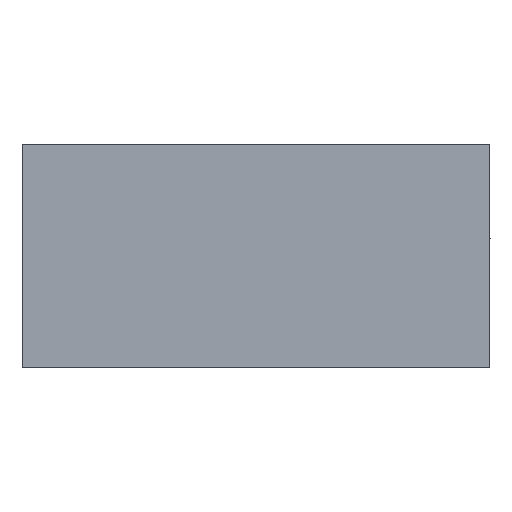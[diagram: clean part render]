
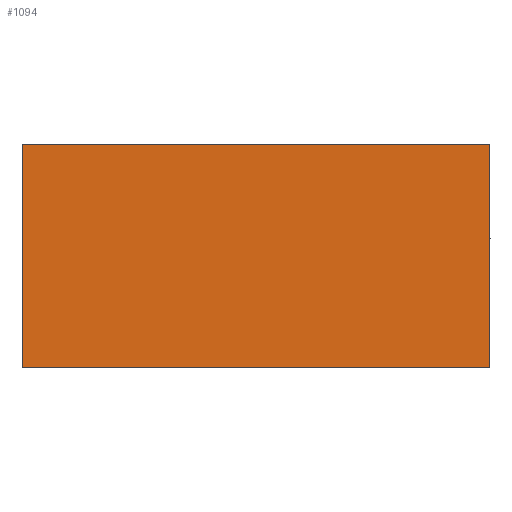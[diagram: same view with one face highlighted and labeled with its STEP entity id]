
A CAD part, left-side view. The second image highlights one B-rep face of the part: STEP entity #1094.
In plain terms, the highlighted planar face has unit normal (-1, 0, 0).
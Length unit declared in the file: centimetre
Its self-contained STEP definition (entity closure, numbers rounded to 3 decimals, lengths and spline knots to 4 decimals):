
#211=FACE_OUTER_BOUND('',#284,.T.);
#284=EDGE_LOOP('',(#973,#974,#975,#976));
#302=VERTEX_POINT('',#1733);
#303=VERTEX_POINT('',#1735);
#316=VERTEX_POINT('',#1771);
#408=VERTEX_POINT('',#4071);
#429=EDGE_CURVE('',#302,#303,#1118,.T.);
#447=EDGE_CURVE('',#316,#303,#1132,.T.);
#598=EDGE_CURVE('',#408,#316,#1209,.T.);
#599=EDGE_CURVE('',#408,#302,#1210,.T.);
#973=ORIENTED_EDGE('',*,*,#598,.T.);
#974=ORIENTED_EDGE('',*,*,#447,.T.);
#975=ORIENTED_EDGE('',*,*,#429,.F.);
#976=ORIENTED_EDGE('',*,*,#599,.F.);
#1021=PLANE('',#1405);
#1094=ADVANCED_FACE('',(#211),#1021,.T.);
#1118=LINE('',#1736,#1230);
#1132=LINE('',#1772,#1244);
#1209=LINE('',#4072,#1321);
#1210=LINE('',#4073,#1322);
#1230=VECTOR('',#1450,10.);
#1244=VECTOR('',#1482,10.);
#1321=VECTOR('',#1677,10.);
#1322=VECTOR('',#1678,10.);
#1405=AXIS2_PLACEMENT_3D('',#4070,#1675,#1676);
#1450=DIRECTION('',(0.,-1.,0.));
#1482=DIRECTION('',(0.,0.,1.));
#1675=DIRECTION('center_axis',(-1.,0.,0.));
#1676=DIRECTION('ref_axis',(0.,-1.,0.));
#1677=DIRECTION('',(0.,-1.,0.));
#1678=DIRECTION('',(0.,0.,1.));
#1733=CARTESIAN_POINT('',(-255.,335.,160.));
#1735=CARTESIAN_POINT('',(-255.,0.,160.));
#1736=CARTESIAN_POINT('',(-255.,335.,160.));
#1771=CARTESIAN_POINT('',(-255.,0.,0.));
#1772=CARTESIAN_POINT('',(-255.,0.,0.));
#4070=CARTESIAN_POINT('Origin',(-255.,335.,0.));
#4071=CARTESIAN_POINT('',(-255.,335.,0.));
#4072=CARTESIAN_POINT('',(-255.,335.,0.));
#4073=CARTESIAN_POINT('',(-255.,335.,0.));
